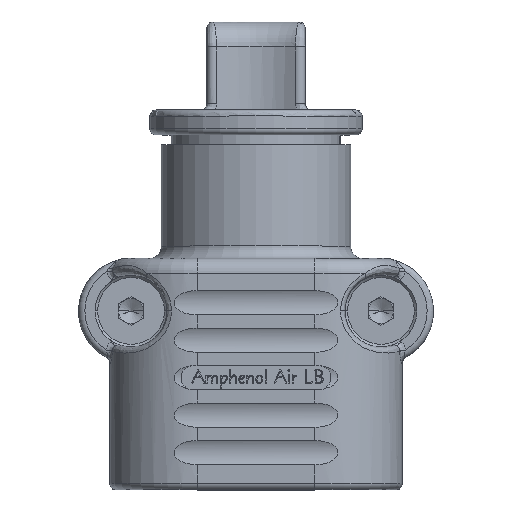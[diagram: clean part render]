
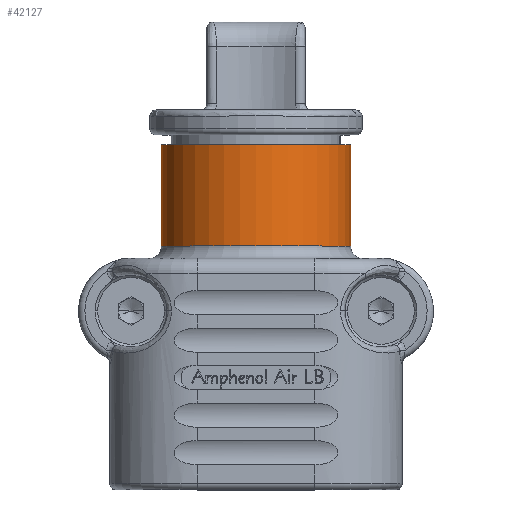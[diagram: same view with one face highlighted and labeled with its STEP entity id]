
A CAD part, top view. The second image highlights one B-rep face of the part: STEP entity #42127.
In plain terms, the highlighted cylindrical face has radius 7.576 mm (diameter 15.152 mm), a partial arc.
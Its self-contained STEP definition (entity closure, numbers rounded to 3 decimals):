
#17260=CARTESIAN_POINT('',(0.,19.5,11.7));
#17261=DIRECTION('',(0.,1.,0.));
#17262=DIRECTION('',(-1.,0.,0.));
#17263=AXIS2_PLACEMENT_3D('',#17260,#17261,#17262);
#17270=CARTESIAN_POINT('',(0.,27.599,11.7));
#17271=DIRECTION('',(0.,1.,0.));
#17272=DIRECTION('',(-1.,0.,0.));
#17273=AXIS2_PLACEMENT_3D('',#17270,#17271,#17272);
#17275=DIRECTION('',(0.,1.,0.));
#17276=VECTOR('',#17275,8.099);
#17277=CARTESIAN_POINT('',(-7.576,19.5,11.7));
#17278=LINE('',#17277,#17276);
#17279=DIRECTION('',(0.,1.,0.));
#17280=VECTOR('',#17279,8.099);
#17281=CARTESIAN_POINT('',(7.576,19.5,11.7));
#17282=LINE('',#17281,#17280);
#25004=CARTESIAN_POINT('',(-7.576,19.5,11.7));
#25005=CARTESIAN_POINT('',(-7.576,27.599,11.7));
#25006=VERTEX_POINT('',#25004);
#25007=VERTEX_POINT('',#25005);
#25008=CARTESIAN_POINT('',(7.576,19.5,11.7));
#25009=CARTESIAN_POINT('',(7.576,27.599,11.7));
#25010=VERTEX_POINT('',#25008);
#25011=VERTEX_POINT('',#25009);
#42113=CARTESIAN_POINT('',(0.,18.5,11.7));
#42114=DIRECTION('',(0.,1.,0.));
#42115=DIRECTION('',(-1.,0.,0.));
#42116=AXIS2_PLACEMENT_3D('',#42113,#42114,#42115);
#42117=CYLINDRICAL_SURFACE('',#42116,7.576);
#42119=ORIENTED_EDGE('',*,*,#42118,.T.);
#42121=ORIENTED_EDGE('',*,*,#42120,.T.);
#42123=ORIENTED_EDGE('',*,*,#42122,.F.);
#42124=ORIENTED_EDGE('',*,*,#42106,.F.);
#42125=EDGE_LOOP('',(#42119,#42121,#42123,#42124));
#42126=FACE_OUTER_BOUND('',#42125,.F.);
#42127=ADVANCED_FACE('',(#42126),#42117,.T.);
#17264=CIRCLE('',#17263,7.576);
#17274=CIRCLE('',#17273,7.576);
#42106=EDGE_CURVE('',#25006,#25010,#17264,.T.);
#42118=EDGE_CURVE('',#25006,#25007,#17278,.T.);
#42120=EDGE_CURVE('',#25007,#25011,#17274,.T.);
#42122=EDGE_CURVE('',#25010,#25011,#17282,.T.);
